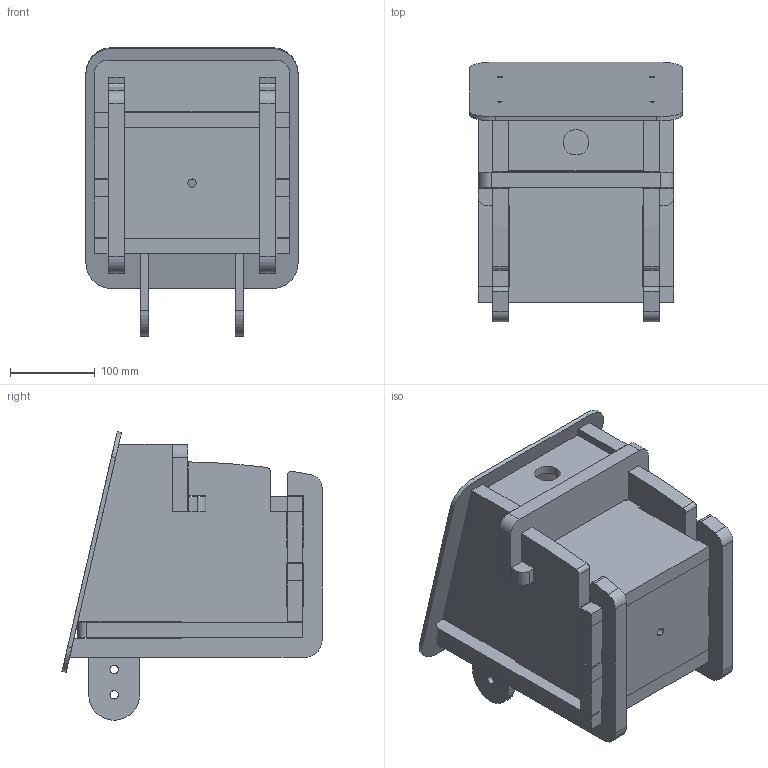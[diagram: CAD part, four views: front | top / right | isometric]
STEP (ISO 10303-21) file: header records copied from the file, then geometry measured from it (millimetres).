
FILE_DESCRIPTION (( 'STEP AP214' ), '1' );
FILE_NAME ('CAD_Stecksystem_Vogelhaus.STEP', '2024-11-11T14:25:33', ( '' ), ( '' ), 'SwSTEP 2.0', 'SolidWorks 2024', '' );
FILE_SCHEMA (( 'AUTOMOTIVE_DESIGN' ));
Length unit declared in the file: millimetre
Products named in the file (1): CAD_Stecksystem_Vogelhaus
Bounding box: 250 x 306.54 x 340.1 mm (x, y, z)
Volume: 4821201.5 mm3; surface area: 832738.4 mm2
Topology: 16 solids, 16 shells, 266 faces, 688 edges, 448 vertices
Faces by surface type: plane 184, cylinder 62, cone 16, bspline 4
Entity records: 8206 total; most frequent: CARTESIAN_POINT 1431, ORIENTED_EDGE 1360, DIRECTION 1326, EDGE_CURVE 680, VECTOR 544, LINE 544, VERTEX_POINT 448, AXIS2_PLACEMENT_3D 391
